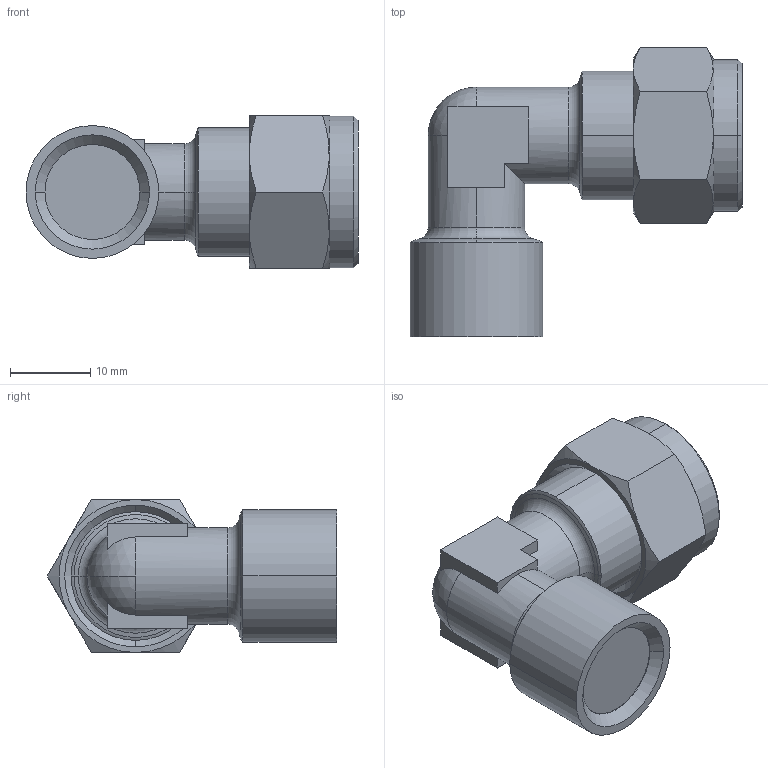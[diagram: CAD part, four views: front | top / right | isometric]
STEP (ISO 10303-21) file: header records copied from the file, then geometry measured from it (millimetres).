
FILE_DESCRIPTION (( 'STEP AP214' ), '1' );
FILE_NAME ('1029000007.step', '2013-02-25T17:14:39', ( '' ), ( '' ), 'SwSTEP 2.0', 'SolidWorks 2012', '' );
FILE_SCHEMA (( 'AUTOMOTIVE_DESIGN' ));
Length unit declared in the file: millimetre
Products named in the file (1): 1029000007
Bounding box: 41.25 x 35.97 x 19 mm (x, y, z)
Volume: 10689.1 mm3; surface area: 3713.5 mm2
Topology: 1 solids, 1 shells, 69 faces, 161 edges, 97 vertices
Faces by surface type: plane 25, cone 20, cylinder 14, torus 8, sphere 2
Entity records: 2094 total; most frequent: CARTESIAN_POINT 474, DIRECTION 352, ORIENTED_EDGE 322, EDGE_CURVE 161, AXIS2_PLACEMENT_3D 143, VERTEX_POINT 97, CIRCLE 73, EDGE_LOOP 72
